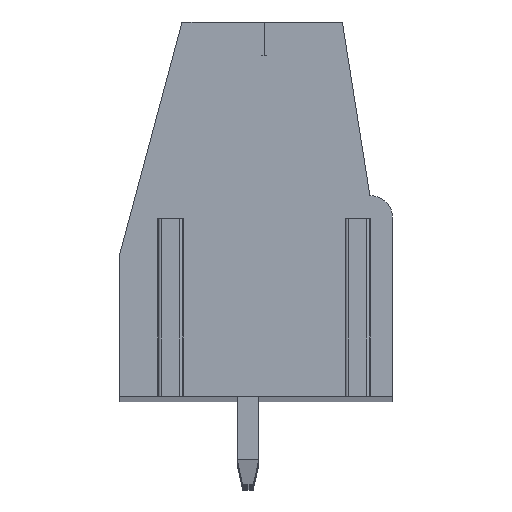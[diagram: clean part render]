
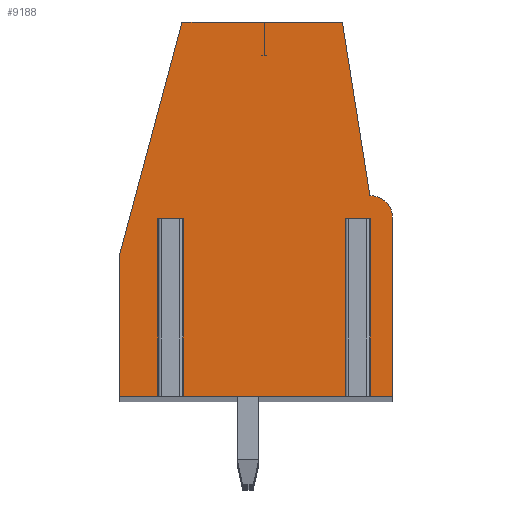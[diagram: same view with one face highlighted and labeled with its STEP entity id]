
A CAD part, top view. The second image highlights one B-rep face of the part: STEP entity #9188.
In plain terms, the highlighted planar face has unit normal (0, 0, 1).
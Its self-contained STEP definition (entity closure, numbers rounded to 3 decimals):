
#1338=DIRECTION('',(1.,0.,0.));
#1339=VECTOR('',#1338,0.57);
#1340=CARTESIAN_POINT('',(-3.485,-0.35,2.5));
#1341=LINE('',#1340,#1339);
#1342=DIRECTION('',(0.,1.,0.));
#1343=VECTOR('',#1342,6.65);
#1344=CARTESIAN_POINT('',(-3.485,-7.,2.5));
#1345=LINE('',#1344,#1343);
#1346=DIRECTION('',(1.,0.,0.));
#1347=VECTOR('',#1346,1.615);
#1348=CARTESIAN_POINT('',(-5.1,-7.,2.5));
#1349=LINE('',#1348,#1347);
#1350=DIRECTION('',(0.,-1.,0.));
#1351=VECTOR('',#1350,5.3);
#1352=CARTESIAN_POINT('',(-5.1,-1.7,2.5));
#1353=LINE('',#1352,#1351);
#1354=DIRECTION('',(-0.259,-0.966,0.));
#1355=VECTOR('',#1354,9.007);
#1356=CARTESIAN_POINT('',(-2.769,7.,2.5));
#1357=LINE('',#1356,#1355);
#1358=DIRECTION('',(-1.,0.,0.));
#1359=VECTOR('',#1358,6.);
#1360=CARTESIAN_POINT('',(3.231,7.,2.5));
#1361=LINE('',#1360,#1359);
#1362=DIRECTION('',(-0.156,0.988,0.));
#1363=VECTOR('',#1362,6.581);
#1364=CARTESIAN_POINT('',(4.261,0.5,2.5));
#1365=LINE('',#1364,#1363);
#1366=DIRECTION('',(-1.,0.,0.));
#1367=VECTOR('',#1366,0.039);
#1368=CARTESIAN_POINT('',(4.3,0.5,2.5));
#1369=LINE('',#1368,#1367);
#1370=CARTESIAN_POINT('',(4.3,-0.3,2.5));
#1371=DIRECTION('',(0.,0.,1.));
#1372=DIRECTION('',(1.,0.,0.));
#1373=AXIS2_PLACEMENT_3D('',#1370,#1371,#1372);
#1375=DIRECTION('',(0.,1.,0.));
#1376=VECTOR('',#1375,6.7);
#1377=CARTESIAN_POINT('',(5.1,-7.,2.5));
#1378=LINE('',#1377,#1376);
#1379=DIRECTION('',(1.,0.,0.));
#1380=VECTOR('',#1379,1.015);
#1381=CARTESIAN_POINT('',(4.085,-7.,2.5));
#1382=LINE('',#1381,#1380);
#1383=DIRECTION('',(0.,1.,0.));
#1384=VECTOR('',#1383,6.65);
#1385=CARTESIAN_POINT('',(4.085,-7.,2.5));
#1386=LINE('',#1385,#1384);
#1387=DIRECTION('',(1.,0.,0.));
#1388=VECTOR('',#1387,0.57);
#1389=CARTESIAN_POINT('',(3.515,-0.35,2.5));
#1390=LINE('',#1389,#1388);
#1391=DIRECTION('',(0.,1.,0.));
#1392=VECTOR('',#1391,6.65);
#1393=CARTESIAN_POINT('',(3.515,-7.,2.5));
#1394=LINE('',#1393,#1392);
#1395=DIRECTION('',(1.,0.,0.));
#1396=VECTOR('',#1395,6.43);
#1397=CARTESIAN_POINT('',(-2.915,-7.,2.5));
#1398=LINE('',#1397,#1396);
#1399=DIRECTION('',(0.,1.,0.));
#1400=VECTOR('',#1399,6.65);
#1401=CARTESIAN_POINT('',(-2.915,-7.,2.5));
#1402=LINE('',#1401,#1400);
#6247=CARTESIAN_POINT('',(-2.769,7.,2.5));
#6248=CARTESIAN_POINT('',(-5.1,-1.7,2.5));
#6249=VERTEX_POINT('',#6247);
#6250=VERTEX_POINT('',#6248);
#6251=CARTESIAN_POINT('',(-5.1,-7.,2.5));
#6252=VERTEX_POINT('',#6251);
#6253=CARTESIAN_POINT('',(5.1,-7.,2.5));
#6254=CARTESIAN_POINT('',(5.1,-0.3,2.5));
#6255=VERTEX_POINT('',#6253);
#6256=VERTEX_POINT('',#6254);
#6257=CARTESIAN_POINT('',(4.3,0.5,2.5));
#6258=VERTEX_POINT('',#6257);
#6259=CARTESIAN_POINT('',(4.261,0.5,2.5));
#6260=VERTEX_POINT('',#6259);
#6261=CARTESIAN_POINT('',(3.231,7.,2.5));
#6262=VERTEX_POINT('',#6261);
#6343=CARTESIAN_POINT('',(-3.485,-0.35,2.5));
#6344=CARTESIAN_POINT('',(-2.915,-0.35,2.5));
#6345=VERTEX_POINT('',#6343);
#6346=VERTEX_POINT('',#6344);
#6347=CARTESIAN_POINT('',(3.515,-0.35,2.5));
#6348=CARTESIAN_POINT('',(4.085,-0.35,2.5));
#6349=VERTEX_POINT('',#6347);
#6350=VERTEX_POINT('',#6348);
#6351=CARTESIAN_POINT('',(-2.915,-7.,2.5));
#6352=VERTEX_POINT('',#6351);
#6353=CARTESIAN_POINT('',(-3.485,-7.,2.5));
#6354=VERTEX_POINT('',#6353);
#6355=CARTESIAN_POINT('',(4.085,-7.,2.5));
#6356=VERTEX_POINT('',#6355);
#6357=CARTESIAN_POINT('',(3.515,-7.,2.5));
#6358=VERTEX_POINT('',#6357);
#9159=CARTESIAN_POINT('',(0.,0.,2.5));
#9160=DIRECTION('',(0.,0.,1.));
#9161=DIRECTION('',(1.,0.,0.));
#9162=AXIS2_PLACEMENT_3D('',#9159,#9160,#9161);
#9163=PLANE('',#9162);
#9165=ORIENTED_EDGE('',*,*,#9164,.F.);
#9167=ORIENTED_EDGE('',*,*,#9166,.F.);
#9168=ORIENTED_EDGE('',*,*,#8265,.F.);
#9169=ORIENTED_EDGE('',*,*,#8686,.F.);
#9170=ORIENTED_EDGE('',*,*,#8700,.F.);
#9171=ORIENTED_EDGE('',*,*,#8714,.F.);
#9172=ORIENTED_EDGE('',*,*,#8872,.F.);
#9173=ORIENTED_EDGE('',*,*,#8886,.F.);
#9174=ORIENTED_EDGE('',*,*,#8900,.F.);
#9175=ORIENTED_EDGE('',*,*,#8913,.F.);
#9176=ORIENTED_EDGE('',*,*,#8289,.F.);
#9178=ORIENTED_EDGE('',*,*,#9177,.T.);
#9180=ORIENTED_EDGE('',*,*,#9179,.F.);
#9182=ORIENTED_EDGE('',*,*,#9181,.F.);
#9183=ORIENTED_EDGE('',*,*,#8277,.F.);
#9185=ORIENTED_EDGE('',*,*,#9184,.T.);
#9186=EDGE_LOOP('',(#9165,#9167,#9168,#9169,#9170,#9171,#9172,#9173,#9174,#9175,
#9176,#9178,#9180,#9182,#9183,#9185));
#9187=FACE_OUTER_BOUND('',#9186,.F.);
#1374=CIRCLE('',#1373,0.8);
#8265=EDGE_CURVE('',#6252,#6354,#1349,.T.);
#8277=EDGE_CURVE('',#6352,#6358,#1398,.T.);
#8289=EDGE_CURVE('',#6356,#6255,#1382,.T.);
#8686=EDGE_CURVE('',#6250,#6252,#1353,.T.);
#8700=EDGE_CURVE('',#6249,#6250,#1357,.T.);
#8714=EDGE_CURVE('',#6262,#6249,#1361,.T.);
#8872=EDGE_CURVE('',#6260,#6262,#1365,.T.);
#8886=EDGE_CURVE('',#6258,#6260,#1369,.T.);
#8900=EDGE_CURVE('',#6256,#6258,#1374,.T.);
#8913=EDGE_CURVE('',#6255,#6256,#1378,.T.);
#9164=EDGE_CURVE('',#6345,#6346,#1341,.T.);
#9166=EDGE_CURVE('',#6354,#6345,#1345,.T.);
#9177=EDGE_CURVE('',#6356,#6350,#1386,.T.);
#9179=EDGE_CURVE('',#6349,#6350,#1390,.T.);
#9181=EDGE_CURVE('',#6358,#6349,#1394,.T.);
#9184=EDGE_CURVE('',#6352,#6346,#1402,.T.);
#9188=ADVANCED_FACE('',(#9187),#9163,.T.);
